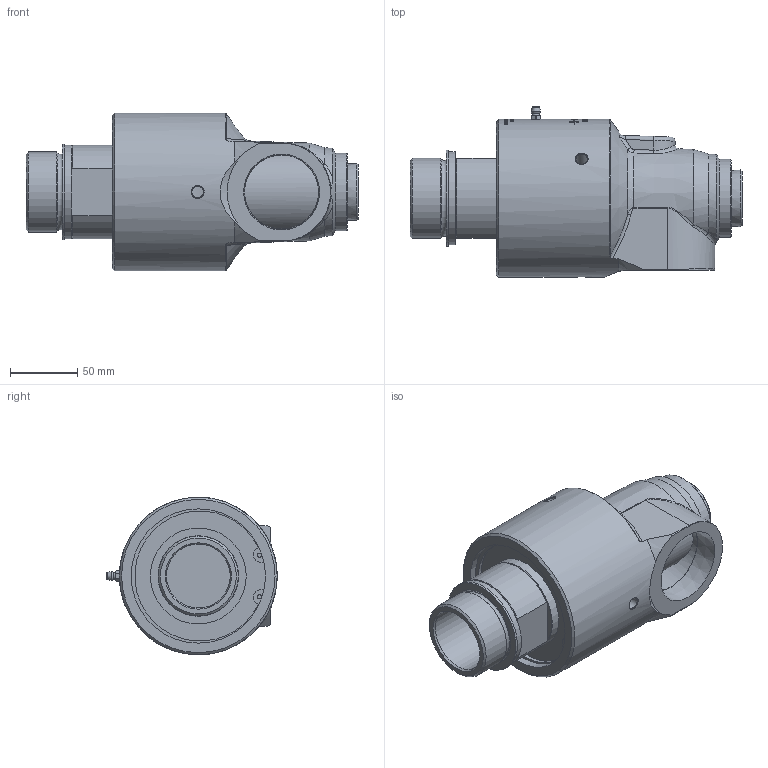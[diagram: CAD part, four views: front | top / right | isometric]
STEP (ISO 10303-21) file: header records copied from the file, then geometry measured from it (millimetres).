
FILE_DESCRIPTION(/* description */ (''),/* implementation_level */ '2;1');
FILE_NAME(/* name */ '657-050-124-IC.stp',/* time_stamp */ '2022-12-15T08:33:24-06:00',/* author */ ('nreyna'),/* organization */ (''),/* preprocessor_version */ 'ST-DEVELOPER v18.1',/* originating_system */ 'Autodesk Inventor 2022',/* authorisation */ '');
FILE_SCHEMA (('AUTOMOTIVE_DESIGN { 1 0 10303 214 3 1 1 }'));
Products named in the file (1): 657-050-124-IC
Bounding box: 247.35 x 126.91 x 117.5 mm (x, y, z)
Volume: 1499215 mm3; surface area: 154876.8 mm2
Topology: 6 solids, 6 shells, 1030 faces, 2755 edges, 1830 vertices
Faces by surface type: bspline 544, plane 305, cylinder 125, cone 48, torus 8
Full cylindrical faces by diameter (mm): 2.005 x1, 3.12 x2, 3.5 x1, 5.359 x1, 6.35 x1, 8.6 x3, 37.313 x1, 47.6 x1, 55.169 x1, 58 x1, 59.61 x1, 60 x1, 64.4 x1, 65 x2, 69.5 x2, 71.4 x1, 100.08 x1, 107.6 x1, 117.5 x1
Entity records: 56079 total; most frequent: CARTESIAN_POINT 33529, ORIENTED_EDGE 5508, DIRECTION 3019, EDGE_CURVE 2754, VERTEX_POINT 1830, EDGE_LOOP 1132, B_SPLINE_CURVE_WITH_KNOTS 1129, LINE 1063
